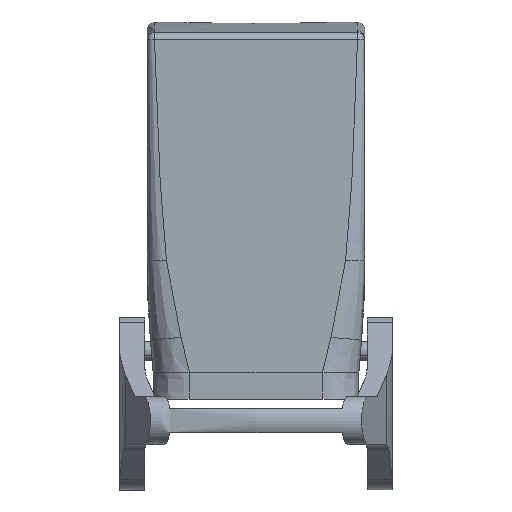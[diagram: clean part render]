
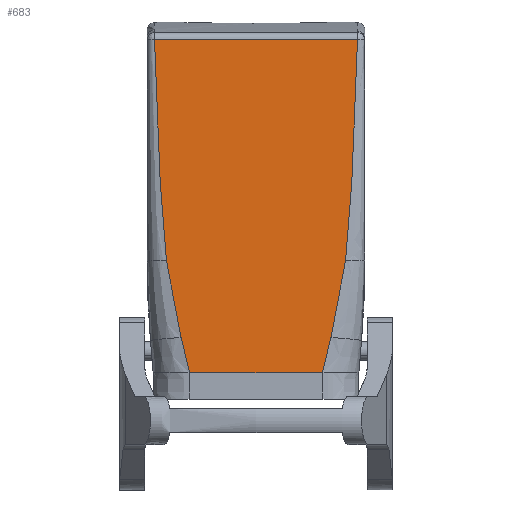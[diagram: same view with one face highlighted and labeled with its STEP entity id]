
A CAD part, front view. The second image highlights one B-rep face of the part: STEP entity #683.
In plain terms, the highlighted planar face has unit normal (0, -1, 0.013).
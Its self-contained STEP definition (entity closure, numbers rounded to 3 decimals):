
#561=AXIS2_PLACEMENT_3D('Plane Axis2P3D',#558,#559,#560) ;
#558=CARTESIAN_POINT('Axis2P3D Location',(28.5,20.457,173.976)) ;
#564=CARTESIAN_POINT('Control Point',(7.288,19.411,94.092)) ;
#565=CARTESIAN_POINT('Control Point',(7.416,19.352,89.594)) ;
#566=CARTESIAN_POINT('Control Point',(7.558,19.293,85.102)) ;
#567=CARTESIAN_POINT('Control Point',(7.728,19.235,80.636)) ;
#568=CARTESIAN_POINT('Control Point',(7.995,19.15,74.153)) ;
#569=CARTESIAN_POINT('Control Point',(8.306,19.065,67.67)) ;
#570=CARTESIAN_POINT('Control Point',(8.406,19.039,65.684)) ;
#571=CARTESIAN_POINT('Control Point',(8.566,19.,62.71)) ;
#572=CARTESIAN_POINT('Control Point',(8.748,18.961,59.736)) ;
#573=CARTESIAN_POINT('Control Point',(8.813,18.948,58.722)) ;
#574=CARTESIAN_POINT('Control Point',(8.948,18.922,56.741)) ;
#575=CARTESIAN_POINT('Control Point',(9.103,18.896,54.761)) ;
#576=CARTESIAN_POINT('Control Point',(9.187,18.883,53.769)) ;
#577=CARTESIAN_POINT('Control Point',(9.347,18.86,51.997)) ;
#578=CARTESIAN_POINT('Control Point',(9.527,18.837,50.227)) ;
#579=CARTESIAN_POINT('Control Point',(9.611,18.827,49.448)) ;
#580=CARTESIAN_POINT('Control Point',(9.698,18.816,48.67)) ;
#581=CARTESIAN_POINT('Control Point',(9.788,18.806,47.891)) ;
#582=CARTESIAN_POINT('Vertex',(9.788,18.806,47.891)) ;
#584=CARTESIAN_POINT('Vertex',(7.288,19.411,94.092)) ;
#588=CARTESIAN_POINT('Control Point',(9.788,18.806,47.891)) ;
#589=CARTESIAN_POINT('Control Point',(10.058,18.776,45.62)) ;
#590=CARTESIAN_POINT('Control Point',(10.394,18.747,43.356)) ;
#591=CARTESIAN_POINT('Control Point',(10.791,18.717,41.104)) ;
#592=CARTESIAN_POINT('Control Point',(11.43,18.676,37.907)) ;
#593=CARTESIAN_POINT('Control Point',(12.153,18.634,34.735)) ;
#594=CARTESIAN_POINT('Control Point',(12.377,18.622,33.785)) ;
#595=CARTESIAN_POINT('Control Point',(12.607,18.609,32.838)) ;
#596=CARTESIAN_POINT('Control Point',(12.843,18.597,31.893)) ;
#597=CARTESIAN_POINT('Vertex',(12.843,18.597,31.893)) ;
#601=CARTESIAN_POINT('Control Point',(12.843,18.597,31.893)) ;
#602=CARTESIAN_POINT('Control Point',(12.888,18.594,31.706)) ;
#603=CARTESIAN_POINT('Control Point',(12.934,18.592,31.519)) ;
#604=CARTESIAN_POINT('Control Point',(12.979,18.589,31.332)) ;
#605=CARTESIAN_POINT('Control Point',(13.344,18.57,29.837)) ;
#606=CARTESIAN_POINT('Control Point',(13.708,18.55,28.34)) ;
#607=CARTESIAN_POINT('Control Point',(14.008,18.534,27.099)) ;
#608=CARTESIAN_POINT('Control Point',(14.319,18.517,25.807)) ;
#609=CARTESIAN_POINT('Control Point',(14.631,18.5,24.5)) ;
#610=CARTESIAN_POINT('Vertex',(14.631,18.5,24.5)) ;
#613=CARTESIAN_POINT('Line Origine',(28.5,18.5,24.5)) ;
#617=CARTESIAN_POINT('Vertex',(42.369,18.5,24.5)) ;
#621=CARTESIAN_POINT('Control Point',(44.157,18.597,31.893)) ;
#622=CARTESIAN_POINT('Control Point',(44.112,18.594,31.706)) ;
#623=CARTESIAN_POINT('Control Point',(44.066,18.592,31.519)) ;
#624=CARTESIAN_POINT('Control Point',(44.021,18.589,31.332)) ;
#625=CARTESIAN_POINT('Control Point',(43.656,18.57,29.837)) ;
#626=CARTESIAN_POINT('Control Point',(43.292,18.55,28.34)) ;
#627=CARTESIAN_POINT('Control Point',(42.992,18.534,27.099)) ;
#628=CARTESIAN_POINT('Control Point',(42.681,18.517,25.807)) ;
#629=CARTESIAN_POINT('Control Point',(42.369,18.5,24.5)) ;
#630=CARTESIAN_POINT('Vertex',(44.157,18.597,31.893)) ;
#634=CARTESIAN_POINT('Control Point',(47.212,18.806,47.891)) ;
#635=CARTESIAN_POINT('Control Point',(46.942,18.776,45.62)) ;
#636=CARTESIAN_POINT('Control Point',(46.606,18.747,43.356)) ;
#637=CARTESIAN_POINT('Control Point',(46.209,18.717,41.104)) ;
#638=CARTESIAN_POINT('Control Point',(45.57,18.676,37.907)) ;
#639=CARTESIAN_POINT('Control Point',(44.847,18.634,34.735)) ;
#640=CARTESIAN_POINT('Control Point',(44.623,18.622,33.785)) ;
#641=CARTESIAN_POINT('Control Point',(44.393,18.609,32.838)) ;
#642=CARTESIAN_POINT('Control Point',(44.157,18.597,31.893)) ;
#643=CARTESIAN_POINT('Vertex',(47.212,18.806,47.891)) ;
#647=CARTESIAN_POINT('Control Point',(49.712,19.411,94.092)) ;
#648=CARTESIAN_POINT('Control Point',(49.584,19.352,89.594)) ;
#649=CARTESIAN_POINT('Control Point',(49.442,19.293,85.102)) ;
#650=CARTESIAN_POINT('Control Point',(49.272,19.235,80.636)) ;
#651=CARTESIAN_POINT('Control Point',(49.005,19.15,74.153)) ;
#652=CARTESIAN_POINT('Control Point',(48.694,19.065,67.67)) ;
#653=CARTESIAN_POINT('Control Point',(48.594,19.039,65.684)) ;
#654=CARTESIAN_POINT('Control Point',(48.434,19.,62.71)) ;
#655=CARTESIAN_POINT('Control Point',(48.252,18.961,59.736)) ;
#656=CARTESIAN_POINT('Control Point',(48.187,18.948,58.722)) ;
#657=CARTESIAN_POINT('Control Point',(48.052,18.922,56.741)) ;
#658=CARTESIAN_POINT('Control Point',(47.897,18.896,54.761)) ;
#659=CARTESIAN_POINT('Control Point',(47.813,18.883,53.769)) ;
#660=CARTESIAN_POINT('Control Point',(47.653,18.86,51.997)) ;
#661=CARTESIAN_POINT('Control Point',(47.473,18.837,50.227)) ;
#662=CARTESIAN_POINT('Control Point',(47.389,18.827,49.448)) ;
#663=CARTESIAN_POINT('Control Point',(47.302,18.816,48.67)) ;
#664=CARTESIAN_POINT('Control Point',(47.212,18.806,47.891)) ;
#665=CARTESIAN_POINT('Vertex',(49.712,19.411,94.092)) ;
#668=CARTESIAN_POINT('Line Origine',(28.5,19.411,94.092)) ;
#559=DIRECTION('Axis2P3D Direction',(0.,-1.,0.013)) ;
#560=DIRECTION('Axis2P3D XDirection',(-1.,0.,0.)) ;
#614=DIRECTION('Vector Direction',(-1.,0.,0.)) ;
#669=DIRECTION('Vector Direction',(1.,0.,0.)) ;
#615=VECTOR('Line Direction',#614,1.) ;
#670=VECTOR('Line Direction',#669,1.) ;
#674=ORIENTED_EDGE('',*,*,#586,.F.) ;
#675=ORIENTED_EDGE('',*,*,#599,.F.) ;
#676=ORIENTED_EDGE('',*,*,#612,.F.) ;
#677=ORIENTED_EDGE('',*,*,#619,.T.) ;
#678=ORIENTED_EDGE('',*,*,#632,.T.) ;
#679=ORIENTED_EDGE('',*,*,#645,.T.) ;
#680=ORIENTED_EDGE('',*,*,#667,.T.) ;
#681=ORIENTED_EDGE('',*,*,#672,.F.) ;
#683=ADVANCED_FACE('Hauptk\X2\00F6\X0\rper',(#682),#562,.T.) ;
#563=B_SPLINE_CURVE_WITH_KNOTS('',5,(#564,#565,#566,#567,#568,#569,#570,#571,#572,#573,#574,#575,#576,#577,#578,#579,#580,#581),.UNSPECIFIED.,.F.,.U.,(6,3,3,3,3,6),(32.98,71.948,89.166,97.734,106.348,113.119),.UNSPECIFIED.) ;
#587=B_SPLINE_CURVE_WITH_KNOTS('',5,(#588,#589,#590,#591,#592,#593,#594,#595,#596),.UNSPECIFIED.,.F.,.U.,(6,3,6),(110.358,130.395,138.979),.UNSPECIFIED.) ;
#600=B_SPLINE_CURVE_WITH_KNOTS('',5,(#601,#602,#603,#604,#605,#606,#607,#608,#609),.UNSPECIFIED.,.F.,.U.,(6,3,6),(135.974,137.633,149.256),.UNSPECIFIED.) ;
#620=B_SPLINE_CURVE_WITH_KNOTS('',5,(#621,#622,#623,#624,#625,#626,#627,#628,#629),.UNSPECIFIED.,.F.,.U.,(6,3,6),(135.974,137.633,149.256),.UNSPECIFIED.) ;
#633=B_SPLINE_CURVE_WITH_KNOTS('',5,(#634,#635,#636,#637,#638,#639,#640,#641,#642),.UNSPECIFIED.,.F.,.U.,(6,3,6),(110.358,130.395,138.979),.UNSPECIFIED.) ;
#646=B_SPLINE_CURVE_WITH_KNOTS('',5,(#647,#648,#649,#650,#651,#652,#653,#654,#655,#656,#657,#658,#659,#660,#661,#662,#663,#664),.UNSPECIFIED.,.F.,.U.,(6,3,3,3,3,6),(32.98,71.948,89.166,97.734,106.348,113.119),.UNSPECIFIED.) ;
#586=EDGE_CURVE('',#583,#585,#563,.F.) ;
#599=EDGE_CURVE('',#598,#583,#587,.F.) ;
#612=EDGE_CURVE('',#611,#598,#600,.F.) ;
#619=EDGE_CURVE('',#611,#618,#616,.F.) ;
#632=EDGE_CURVE('',#618,#631,#620,.F.) ;
#645=EDGE_CURVE('',#631,#644,#633,.F.) ;
#667=EDGE_CURVE('',#644,#666,#646,.F.) ;
#672=EDGE_CURVE('',#585,#666,#671,.T.) ;
#673=EDGE_LOOP('',(#674,#675,#676,#677,#678,#679,#680,#681)) ;
#682=FACE_OUTER_BOUND('',#673,.T.) ;
#616=LINE('Line',#613,#615) ;
#671=LINE('Line',#668,#670) ;
#562=PLANE('',#561) ;
#583=VERTEX_POINT('',#582) ;
#585=VERTEX_POINT('',#584) ;
#598=VERTEX_POINT('',#597) ;
#611=VERTEX_POINT('',#610) ;
#618=VERTEX_POINT('',#617) ;
#631=VERTEX_POINT('',#630) ;
#644=VERTEX_POINT('',#643) ;
#666=VERTEX_POINT('',#665) ;
